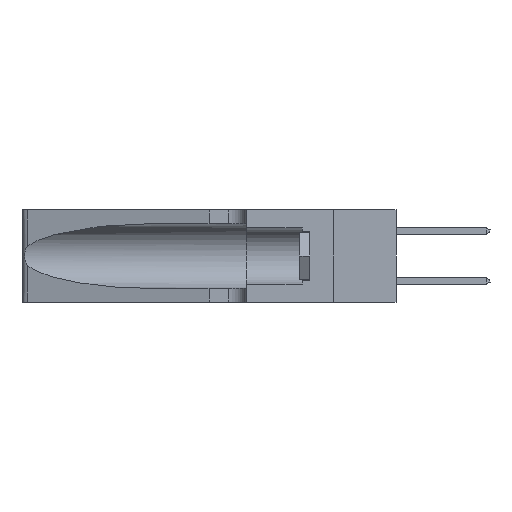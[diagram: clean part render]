
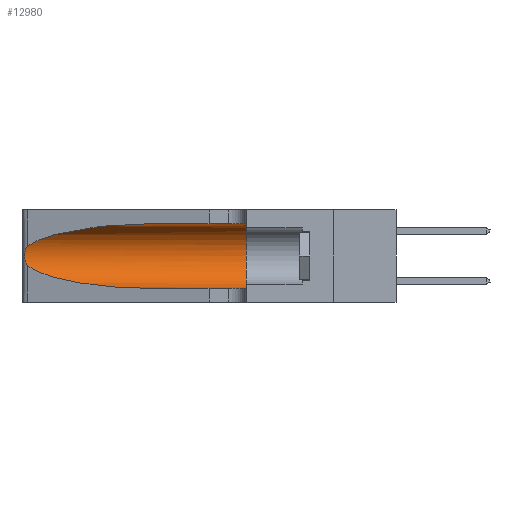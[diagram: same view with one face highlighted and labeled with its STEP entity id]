
A CAD part, left-side view. The second image highlights one B-rep face of the part: STEP entity #12980.
In plain terms, the highlighted cylindrical face has radius 3.308 mm (diameter 6.617 mm), a partial arc.
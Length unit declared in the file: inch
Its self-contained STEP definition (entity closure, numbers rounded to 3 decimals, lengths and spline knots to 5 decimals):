
#645 = CARTESIAN_POINT ( 'NONE',  ( 0.1305, 0.35, 0.05475 ) ) ;
#2170 = CARTESIAN_POINT ( 'NONE',  ( 0.1305, 1.61858, 0.185 ) ) ;
#3022 = DIRECTION ( 'NONE',  ( 0., 0., 1. ) ) ;
#3356 = CARTESIAN_POINT ( 'NONE',  ( 0.1305, 0.72297, 0.05475 ) ) ;
#3659 = FACE_OUTER_BOUND ( 'NONE', #13921, .T. ) ;
#4681 = CARTESIAN_POINT ( 'NONE',  ( 0.26075, 1.23896, 0.19203 ) ) ;
#4871 = EDGE_CURVE ( 'NONE', #29591, #7347, #13210, .T. ) ;
#5477 = ORIENTED_EDGE ( 'NONE', *, *, #16201, .T. ) ;
#5594 = CARTESIAN_POINT ( 'NONE',  ( 0.25487, 1.22718, 0.14631 ) ) ;
#5693 = CIRCLE ( 'NONE', #7990, 0.13025 ) ;
#6788 = VERTEX_POINT ( 'NONE', #29720 ) ;
#6793 = DIRECTION ( 'NONE',  ( 0., 0., -1. ) ) ;
#7347 = VERTEX_POINT ( 'NONE', #645 ) ;
#7539 = VERTEX_POINT ( 'NONE', #22656 ) ;
#7990 = AXIS2_PLACEMENT_3D ( 'NONE', #17124, #21879, #3022 ) ;
#9041 = CARTESIAN_POINT ( 'NONE',  ( 0.25555, 1.22994, 0.2215 ) ) ;
#9884 = AXIS2_PLACEMENT_3D ( 'NONE', #2170, #16438, #6793 ) ;
#10426 = EDGE_CURVE ( 'NONE', #23909, #23911, #14097, .T. ) ;
#10936 = ORIENTED_EDGE ( 'NONE', *, *, #17857, .F. ) ;
#10942 = CARTESIAN_POINT ( 'NONE',  ( 0.18966, 0.96281, 0.31525 ) ) ;
#11431 = CARTESIAN_POINT ( 'NONE',  ( 0.25639, 1.23184, 0.21858 ) ) ;
#11600 = CARTESIAN_POINT ( 'NONE',  ( 0.1305, 1.61858, 0.05475 ) ) ;
#12055 = CARTESIAN_POINT ( 'NONE',  ( 0.26018, 1.23835, 0.19895 ) ) ;
#12255 = EDGE_CURVE ( 'NONE', #7539, #29591, #22988, .T. ) ;
#12980 = ADVANCED_FACE ( 'NONE', ( #3659 ), #22560, .F. ) ;
#13210 = LINE ( 'NONE', #11600, #18038 ) ;
#13447 = ORIENTED_EDGE ( 'NONE', *, *, #29687, .F. ) ;
#13635 = CARTESIAN_POINT ( 'NONE',  ( 0.1305, 0.72297, 0.31525 ) ) ;
#13806 = DIRECTION ( 'NONE',  ( 0., -1., 0. ) ) ;
#13921 = EDGE_LOOP ( 'NONE', ( #16917, #5477, #25423, #20234, #13447, #10936 ) ) ;
#14097 =( BOUNDED_CURVE ( )  B_SPLINE_CURVE ( 3, ( #20517, #10942, #14369, #17174 ),
 .UNSPECIFIED., .F., .F. ) 
 B_SPLINE_CURVE_WITH_KNOTS ( ( 4, 4 ),
 ( 1.5708, 2.84003 ),
 .UNSPECIFIED. ) 
 CURVE ( )  GEOMETRIC_REPRESENTATION_ITEM ( )  RATIONAL_B_SPLINE_CURVE ( ( 1., 0.87, 0.87, 1. ) ) 
 REPRESENTATION_ITEM ( '' )  );
#14251 = CARTESIAN_POINT ( 'NONE',  ( 0.26017, 1.23833, 0.17102 ) ) ;
#14369 = CARTESIAN_POINT ( 'NONE',  ( 0.2373, 1.15595, 0.28018 ) ) ;
#15054 = CARTESIAN_POINT ( 'NONE',  ( 0.25639, 1.23186, 0.15144 ) ) ;
#15436 = CARTESIAN_POINT ( 'NONE',  ( 0.1305, 1.61858, 0.31525 ) ) ;
#16113 = CARTESIAN_POINT ( 'NONE',  ( 0.25487, 1.22718, 0.22369 ) ) ;
#16201 = EDGE_CURVE ( 'NONE', #23911, #7539, #19387, .T. ) ;
#16438 = DIRECTION ( 'NONE',  ( 0., -1., 0. ) ) ;
#16516 = CARTESIAN_POINT ( 'NONE',  ( 0.25854, 1.2359, 0.20912 ) ) ;
#16917 = ORIENTED_EDGE ( 'NONE', *, *, #10426, .T. ) ;
#17124 = CARTESIAN_POINT ( 'NONE',  ( 0.1305, 0.35, 0.185 ) ) ;
#17174 = CARTESIAN_POINT ( 'NONE',  ( 0.25487, 1.22718, 0.22369 ) ) ;
#17260 = CARTESIAN_POINT ( 'NONE',  ( 0.25487, 1.22718, 0.14631 ) ) ;
#17857 = EDGE_CURVE ( 'NONE', #23909, #6788, #19667, .T. ) ;
#18038 = VECTOR ( 'NONE', #13806, 39.37008 ) ;
#18325 = DIRECTION ( 'NONE',  ( 0., -1., 0. ) ) ;
#19387 = B_SPLINE_CURVE_WITH_KNOTS ( 'NONE', 3,
 ( #16113, #9041, #11431, #23552, #16516, #12055, #4681, #28610, #14251, #19524, #29204, #15054, #19839, #5594 ),
 .UNSPECIFIED., .F., .F.,
 ( 4, 2, 2, 2, 2, 2, 4 ),
 ( 0., 0.00027, 0.00053, 0.00107, 0.0016, 0.00187, 0.00214 ),
 .UNSPECIFIED. ) ;
#19524 = CARTESIAN_POINT ( 'NONE',  ( 0.25856, 1.23593, 0.16098 ) ) ;
#19667 = LINE ( 'NONE', #15436, #24849 ) ;
#19741 = CARTESIAN_POINT ( 'NONE',  ( 0.2373, 1.15595, 0.08982 ) ) ;
#19839 = CARTESIAN_POINT ( 'NONE',  ( 0.25555, 1.22993, 0.14849 ) ) ;
#20234 = ORIENTED_EDGE ( 'NONE', *, *, #4871, .T. ) ;
#20517 = CARTESIAN_POINT ( 'NONE',  ( 0.1305, 0.72297, 0.31525 ) ) ;
#21879 = DIRECTION ( 'NONE',  ( 0., 1., 0. ) ) ;
#22560 = CYLINDRICAL_SURFACE ( 'NONE', #9884, 0.13025 ) ;
#22656 = CARTESIAN_POINT ( 'NONE',  ( 0.25487, 1.22718, 0.14631 ) ) ;
#22988 =( BOUNDED_CURVE ( )  B_SPLINE_CURVE ( 3, ( #17260, #19741, #24686, #3356 ),
 .UNSPECIFIED., .F., .F. ) 
 B_SPLINE_CURVE_WITH_KNOTS ( ( 4, 4 ),
 ( 3.44316, 4.71239 ),
 .UNSPECIFIED. ) 
 CURVE ( )  GEOMETRIC_REPRESENTATION_ITEM ( )  RATIONAL_B_SPLINE_CURVE ( ( 1., 0.87, 0.87, 1. ) ) 
 REPRESENTATION_ITEM ( '' )  );
#23552 = CARTESIAN_POINT ( 'NONE',  ( 0.25787, 1.23484, 0.2124 ) ) ;
#23909 = VERTEX_POINT ( 'NONE', #13635 ) ;
#23911 = VERTEX_POINT ( 'NONE', #30161 ) ;
#24686 = CARTESIAN_POINT ( 'NONE',  ( 0.18966, 0.96281, 0.05475 ) ) ;
#24849 = VECTOR ( 'NONE', #18325, 39.37008 ) ;
#25423 = ORIENTED_EDGE ( 'NONE', *, *, #12255, .T. ) ;
#28610 = CARTESIAN_POINT ( 'NONE',  ( 0.26075, 1.23896, 0.178 ) ) ;
#28694 = CARTESIAN_POINT ( 'NONE',  ( 0.1305, 0.72297, 0.05475 ) ) ;
#29204 = CARTESIAN_POINT ( 'NONE',  ( 0.25789, 1.23486, 0.15765 ) ) ;
#29591 = VERTEX_POINT ( 'NONE', #28694 ) ;
#29687 = EDGE_CURVE ( 'NONE', #6788, #7347, #5693, .T. ) ;
#29720 = CARTESIAN_POINT ( 'NONE',  ( 0.1305, 0.35, 0.31525 ) ) ;
#30161 = CARTESIAN_POINT ( 'NONE',  ( 0.25487, 1.22718, 0.22369 ) ) ;
